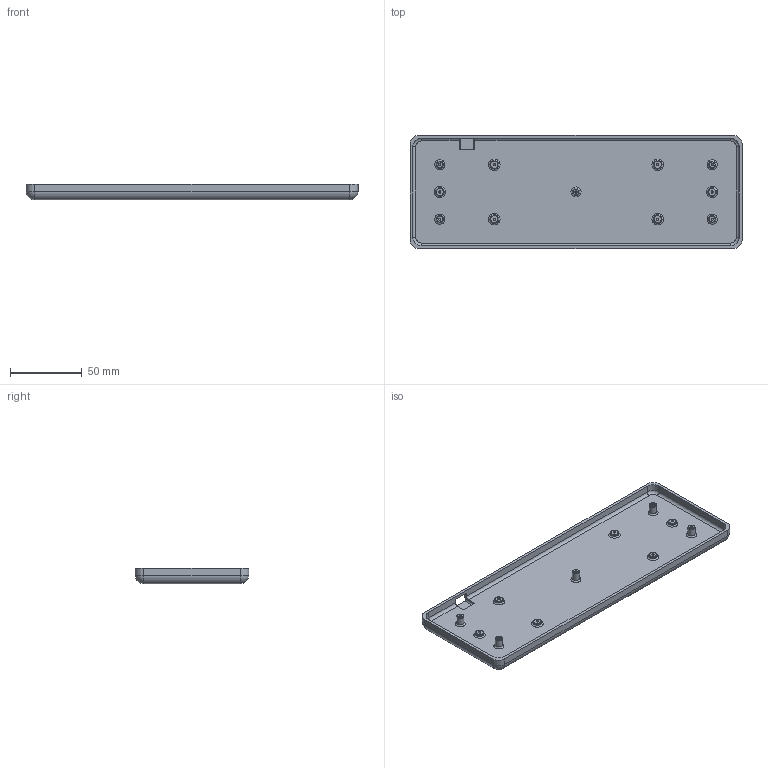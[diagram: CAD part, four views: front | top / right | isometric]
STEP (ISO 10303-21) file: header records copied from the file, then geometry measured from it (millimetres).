
FILE_DESCRIPTION(/* description */ (''),/* implementation_level */ '2;1');
FILE_NAME(/* name */ 'lowShark.step',/* time_stamp */ '2019-05-10T00:07:11-03:00',/* author */ ('alvaro.volpato'),/* organization */ (''),/* preprocessor_version */ 'ST-DEVELOPER v18',/* originating_system */ 'Autodesk Translation Framework v8.2.0.1029',/* authorisation */ '');
FILE_SCHEMA (('AUTOMOTIVE_DESIGN { 1 0 10303 214 3 1 1 }'));
Length unit declared in the file: millimetre
Products named in the file (1): lowShark
Bounding box: 231.6 x 79.2 x 10.9 mm (x, y, z)
Volume: 78270.5 mm3; surface area: 46075 mm2
Topology: 1 solids, 1 shells, 111 faces, 310 edges, 211 vertices
Faces by surface type: cylinder 43, plane 27, torus 26, cone 11, sphere 4
Full cylindrical faces by diameter (mm): 1.623 x11, 5 x5, 6 x6
Entity records: 3711 total; most frequent: DIRECTION 721, CARTESIAN_POINT 640, ORIENTED_EDGE 598, AXIS2_PLACEMENT_3D 312, EDGE_CURVE 299, VERTEX_POINT 211, CIRCLE 200, EDGE_LOOP 134
